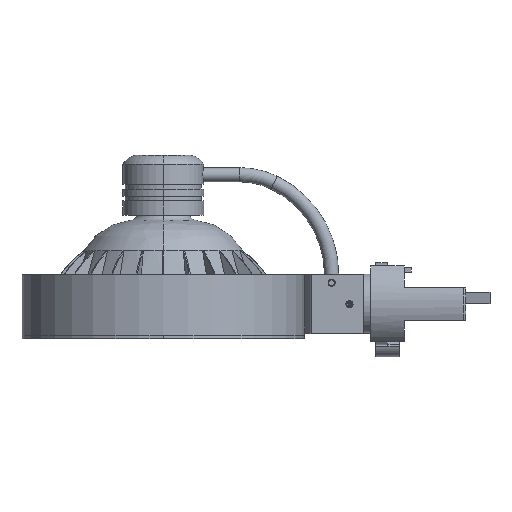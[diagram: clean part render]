
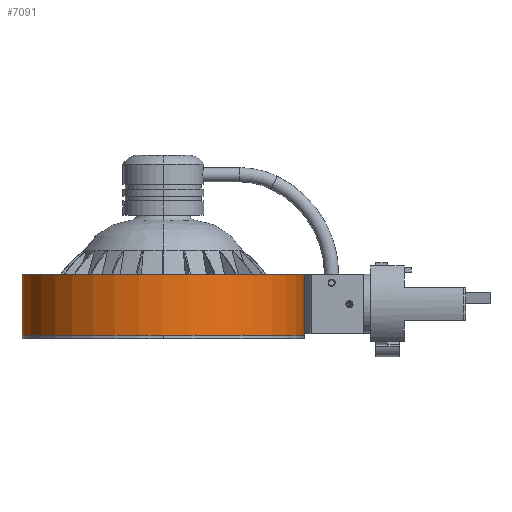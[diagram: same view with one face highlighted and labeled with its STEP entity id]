
A CAD part, left-side view. The second image highlights one B-rep face of the part: STEP entity #7091.
In plain terms, the highlighted cylindrical face has radius 59.5 mm (diameter 119 mm), a partial arc.
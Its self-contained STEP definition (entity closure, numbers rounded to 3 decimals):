
#6325=CARTESIAN_POINT('',(0.,0.,0.));
#6326=DIRECTION('',(0.,-1.,0.));
#6327=DIRECTION('',(-1.,0.,0.));
#6328=AXIS2_PLACEMENT_3D('',#6325,#6326,#6327);
#6484=DIRECTION('',(0.,-1.,0.));
#6485=VECTOR('',#6484,25.5);
#6486=CARTESIAN_POINT('',(-59.5,25.5,0.));
#6487=LINE('',#6486,#6485);
#6488=DIRECTION('',(0.,-1.,0.));
#6489=VECTOR('',#6488,25.5);
#6490=CARTESIAN_POINT('',(59.5,25.5,0.));
#6491=LINE('',#6490,#6489);
#6492=CARTESIAN_POINT('',(0.,25.5,0.));
#6493=DIRECTION('',(0.,-1.,0.));
#6494=DIRECTION('',(-1.,0.,0.));
#6495=AXIS2_PLACEMENT_3D('',#6492,#6493,#6494);
#6814=CARTESIAN_POINT('',(-59.5,25.5,0.));
#6815=CARTESIAN_POINT('',(-59.5,0.,0.));
#6816=VERTEX_POINT('',#6814);
#6817=VERTEX_POINT('',#6815);
#6834=CARTESIAN_POINT('',(59.5,25.5,0.));
#6835=CARTESIAN_POINT('',(59.5,0.,0.));
#6836=VERTEX_POINT('',#6834);
#6837=VERTEX_POINT('',#6835);
#7080=CARTESIAN_POINT('',(0.,-1.275,0.));
#7081=DIRECTION('',(0.,1.,0.));
#7082=DIRECTION('',(1.,0.,0.));
#7083=AXIS2_PLACEMENT_3D('',#7080,#7081,#7082);
#7084=CYLINDRICAL_SURFACE('',#7083,59.5);
#7085=ORIENTED_EDGE('',*,*,#7063,.T.);
#7086=ORIENTED_EDGE('',*,*,#6863,.T.);
#7087=ORIENTED_EDGE('',*,*,#7066,.F.);
#7088=ORIENTED_EDGE('',*,*,#7049,.F.);
#7089=EDGE_LOOP('',(#7085,#7086,#7087,#7088));
#7090=FACE_OUTER_BOUND('',#7089,.F.);
#7091=ADVANCED_FACE('',(#7090),#7084,.T.);
#6329=CIRCLE('',#6328,59.5);
#6496=CIRCLE('',#6495,59.5);
#6863=EDGE_CURVE('',#6817,#6837,#6329,.T.);
#7049=EDGE_CURVE('',#6816,#6836,#6496,.T.);
#7063=EDGE_CURVE('',#6816,#6817,#6487,.T.);
#7066=EDGE_CURVE('',#6836,#6837,#6491,.T.);
